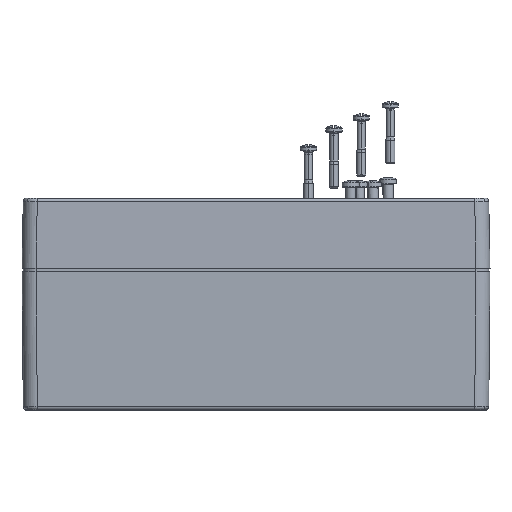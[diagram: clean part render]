
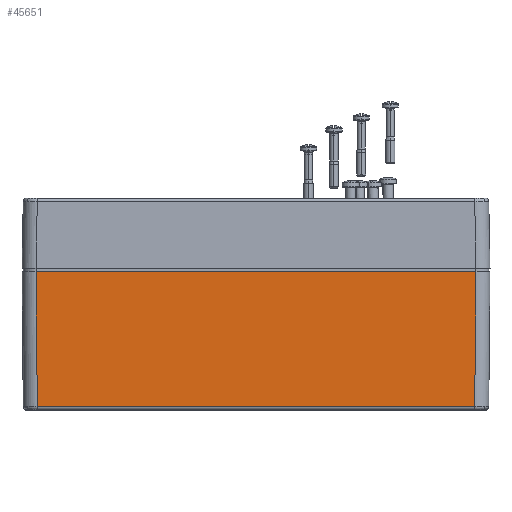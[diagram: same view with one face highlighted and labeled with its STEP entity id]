
A CAD part, top view. The second image highlights one B-rep face of the part: STEP entity #45651.
In plain terms, the highlighted planar face has unit normal (0, -0.009, 1).
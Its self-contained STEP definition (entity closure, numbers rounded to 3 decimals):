
#11328 = VERTEX_POINT ( 'NONE', #15322 ) ;
#11687 = VERTEX_POINT ( 'NONE', #15367 ) ;
#12050 = EDGE_CURVE ( 'NONE', #11687, #11328, #15484, .T. ) ;
#15322 = CARTESIAN_POINT ( 'NONE',  ( -93.974, -3., 59.974 ) ) ;
#15367 = CARTESIAN_POINT ( 'NONE',  ( 93.974, -3., 59.974 ) ) ;
#15480 = DIRECTION ( 'NONE',  ( -1., 0., 0. ) ) ;
#15481 = VECTOR ( 'NONE', #15480, 1000. ) ;
#15483 = CARTESIAN_POINT ( 'NONE',  ( -100., -3., 59.974 ) ) ;
#15484 = LINE ( 'NONE', #15483, #15481 ) ;
#17497 = CARTESIAN_POINT ( 'NONE',  ( -93.472, -60.513, 59.472 ) ) ;
#22491 = VERTEX_POINT ( 'NONE', #17497 ) ;
#30058 = CARTESIAN_POINT ( 'NONE',  ( 93.472, -60.513, 59.472 ) ) ;
#32743 = DIRECTION ( 'NONE',  ( 0.009, -1., -0.009 ) ) ;
#32744 = VECTOR ( 'NONE', #32743, 1000. ) ;
#32745 = CARTESIAN_POINT ( 'NONE',  ( -94.001, 0.052, 60. ) ) ;
#32746 = LINE ( 'NONE', #32745, #32744 ) ;
#35383 = DIRECTION ( 'NONE',  ( 1., 0., 0. ) ) ;
#35384 = VECTOR ( 'NONE', #35383, 1000. ) ;
#35386 = CARTESIAN_POINT ( 'NONE',  ( -100., -60.513, 59.472 ) ) ;
#35387 = LINE ( 'NONE', #35386, #35384 ) ;
#37642 = DIRECTION ( 'NONE',  ( 0.009, 1., 0.009 ) ) ;
#37643 = VECTOR ( 'NONE', #37642, 1000. ) ;
#37644 = CARTESIAN_POINT ( 'NONE',  ( 93.985, -1.693, 59.985 ) ) ;
#37645 = LINE ( 'NONE', #37644, #37643 ) ;
#37862 = PLANE ( 'NONE',  #37939 ) ;
#37863 = FACE_OUTER_BOUND ( 'NONE', #45629, .T. ) ;
#37922 = DIRECTION ( 'NONE',  ( 0., -1., -0.009 ) ) ;
#37936 = DIRECTION ( 'NONE',  ( 0., -0.009, 1. ) ) ;
#37937 = CARTESIAN_POINT ( 'NONE',  ( -100., 0., 60. ) ) ;
#37939 = AXIS2_PLACEMENT_3D ( 'NONE', #37937, #37936, #37922 ) ;
#42885 = VERTEX_POINT ( 'NONE', #30058 ) ;
#43081 = ORIENTED_EDGE ( 'NONE', *, *, #44747, .T. ) ;
#43636 = EDGE_CURVE ( 'NONE', #11328, #22491, #32746, .T. ) ;
#44747 = EDGE_CURVE ( 'NONE', #22491, #42885, #35387, .T. ) ;
#45458 = ORIENTED_EDGE ( 'NONE', *, *, #43636, .T. ) ;
#45497 = ORIENTED_EDGE ( 'NONE', *, *, #12050, .T. ) ;
#45528 = EDGE_CURVE ( 'NONE', #42885, #11687, #37645, .T. ) ;
#45552 = ORIENTED_EDGE ( 'NONE', *, *, #45528, .T. ) ;
#45629 = EDGE_LOOP ( 'NONE', ( #45552, #45497, #45458, #43081 ) ) ;
#45651 = ADVANCED_FACE ( 'NONE', ( #37863 ), #37862, .T. ) ;
